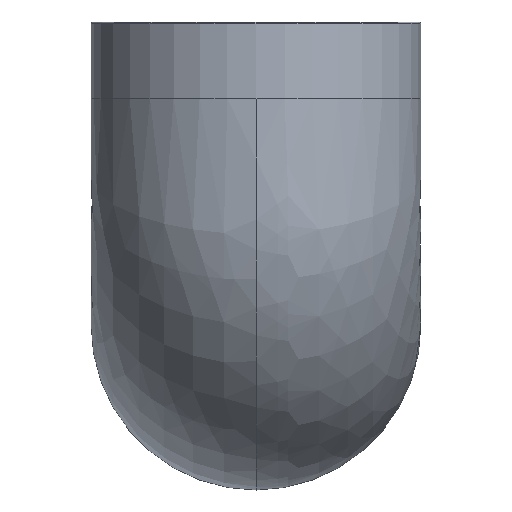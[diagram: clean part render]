
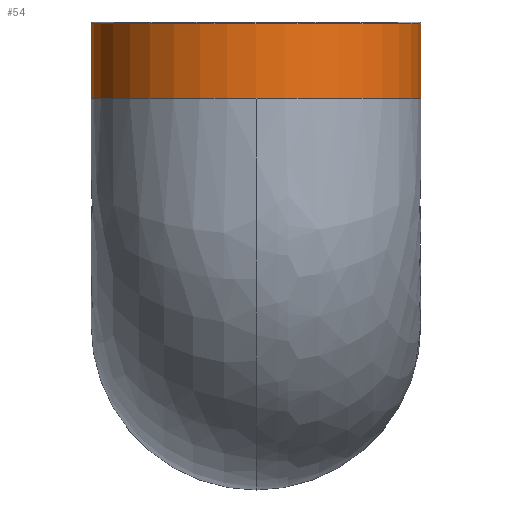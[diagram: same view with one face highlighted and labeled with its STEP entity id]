
A CAD part, top view. The second image highlights one B-rep face of the part: STEP entity #54.
In plain terms, the highlighted cylindrical face has radius 54 mm (diameter 108 mm), a partial arc.
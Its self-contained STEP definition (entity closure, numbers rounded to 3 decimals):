
#54=ADVANCED_FACE('',(#118),#119,.T.);
#118=FACE_OUTER_BOUND('',#623,.T.);
#119=CYLINDRICAL_SURFACE('',#624,54.0);
#623=EDGE_LOOP('',(#1330,#1331,#1332,#1333,#1334,#1335));
#624=AXIS2_PLACEMENT_3D('',#1336,#1337,#1338);
#1330=ORIENTED_EDGE('',*,*,#1498,.F.);
#1331=ORIENTED_EDGE('',*,*,#1499,.T.);
#1332=ORIENTED_EDGE('',*,*,#1477,.T.);
#1333=ORIENTED_EDGE('',*,*,#1500,.F.);
#1334=ORIENTED_EDGE('',*,*,#1501,.F.);
#1335=ORIENTED_EDGE('',*,*,#1502,.F.);
#1336=CARTESIAN_POINT('',(0.,99.0,99.0));
#1337=DIRECTION('',(0.,-1.0,0.));
#1338=DIRECTION('',(-1.0,0.,0.));
#1477=EDGE_CURVE('',#1554,#1552,#1555,.T.);
#1498=EDGE_CURVE('',#1591,#1592,#1593,.T.);
#1499=EDGE_CURVE('',#1591,#1554,#1594,.T.);
#1500=EDGE_CURVE('',#1595,#1552,#1596,.T.);
#1501=EDGE_CURVE('',#1597,#1595,#1598,.T.);
#1502=EDGE_CURVE('',#1592,#1597,#1599,.T.);
#1552=VERTEX_POINT('',#1672);
#1554=VERTEX_POINT('',#1674);
#1555=CIRCLE('',#1675,54.0);
#1591=VERTEX_POINT('',#1734);
#1592=VERTEX_POINT('',#1735);
#1593=LINE('',#1736,#1737);
#1594=CIRCLE('',#1738,54.0);
#1595=VERTEX_POINT('',#1739);
#1596=LINE('',#1740,#1741);
#1597=VERTEX_POINT('',#1742);
#1598=CIRCLE('',#1743,54.0);
#1599=CIRCLE('',#1744,54.0);
#1672=CARTESIAN_POINT('',(54.0,74.0,99.0));
#1674=CARTESIAN_POINT('',(0.,74.0,153.0));
#1675=AXIS2_PLACEMENT_3D('',#1808,#1809,#1810);
#1734=CARTESIAN_POINT('',(-54.0,74.0,99.));
#1735=CARTESIAN_POINT('',(-54.0,98.5,99.0));
#1736=CARTESIAN_POINT('',(-54.0,86.246,99.0));
#1737=VECTOR('',#1843,1.0);
#1738=AXIS2_PLACEMENT_3D('',#1844,#1845,#1846);
#1739=CARTESIAN_POINT('',(54.0,98.5,99.0));
#1740=CARTESIAN_POINT('',(54.0,86.246,99.0));
#1741=VECTOR('',#1847,1.0);
#1742=CARTESIAN_POINT('',(0.,98.5,153.0));
#1743=AXIS2_PLACEMENT_3D('',#1848,#1849,#1850);
#1744=AXIS2_PLACEMENT_3D('',#1851,#1852,#1853);
#1808=CARTESIAN_POINT('',(0.,74.0,99.0));
#1809=DIRECTION('',(0.,1.0,0.));
#1810=DIRECTION('',(-1.0,0.,0.));
#1843=DIRECTION('',(0.,1.0,0.));
#1844=CARTESIAN_POINT('',(0.,74.0,99.0));
#1845=DIRECTION('',(0.,1.0,0.));
#1846=DIRECTION('',(-1.0,0.,0.));
#1847=DIRECTION('',(0.,-1.0,0.));
#1848=CARTESIAN_POINT('',(0.,98.5,99.0));
#1849=DIRECTION('',(0.,1.0,0.));
#1850=DIRECTION('',(-1.0,0.,0.));
#1851=CARTESIAN_POINT('',(0.,98.5,99.0));
#1852=DIRECTION('',(0.,1.0,0.));
#1853=DIRECTION('',(-1.0,0.,0.));
